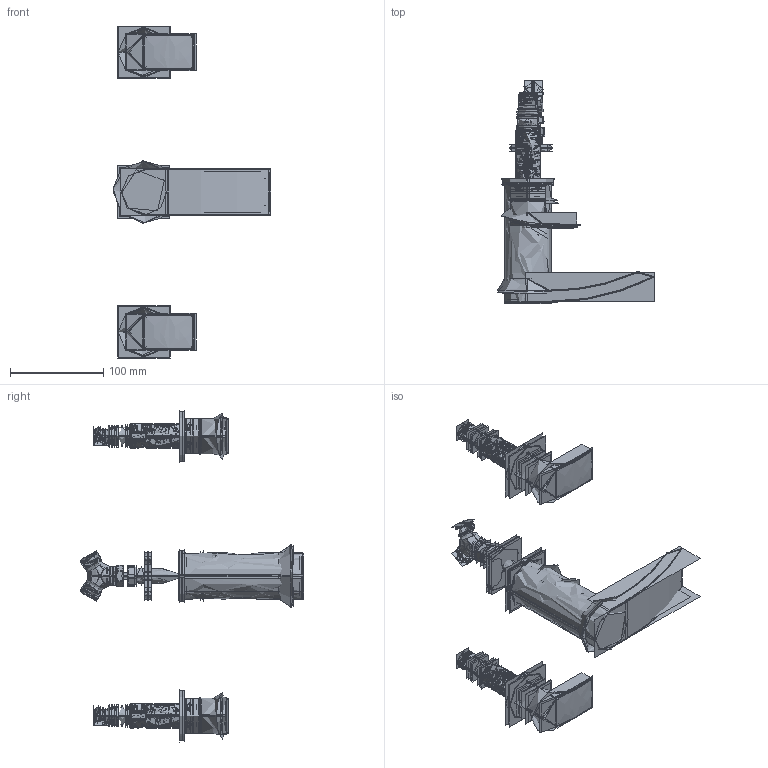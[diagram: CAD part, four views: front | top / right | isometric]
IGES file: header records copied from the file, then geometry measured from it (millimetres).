
Start section:  PTC IGES file: MBFW330D.igs
Global section: file name: MBFW330D.igs; native system: Creo Parametric by PTC Inc.; preprocessor: 2017170; author: tangfujin; organization: Unknown; date: 20191213.162517; units: millimetre
Bounding box: 169.47 x 239.57 x 356.16 mm (x, y, z)
Surface area: 8418634.4 mm2 (no closed solid volume)
Topology: 0 solids, 0 shells, 13800 faces, 124904 edges, 185429 vertices
Faces by surface type: bspline 13800
